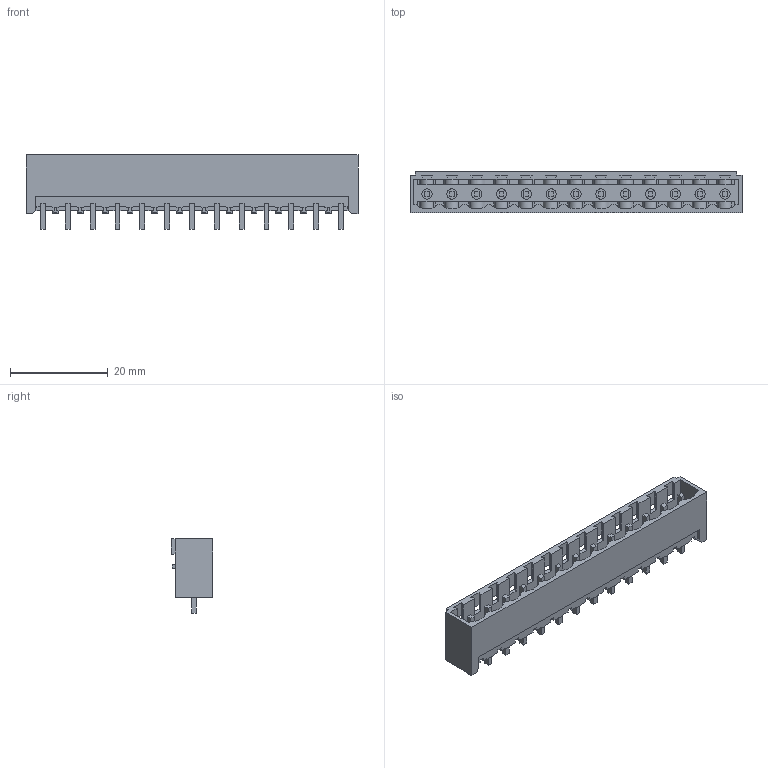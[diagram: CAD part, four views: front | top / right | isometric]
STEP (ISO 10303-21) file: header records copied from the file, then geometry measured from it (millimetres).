
FILE_DESCRIPTION(('CATIA V5 STEP Exchange','CAx-IF Rec.Pracs.--- Model Styling and Organization---1.5--- 2016-08-15','CAx-IF Rec.Pracs.---Supplemental Geometry---1.0---2011-11-01','CAx-IF Rec.Pracs.--- Composite Materials ---1.1---2010-07-15'),'2;1');
FILE_NAME ('D1457028_1', '2025-02-03T10:30:03+00:00', ('none'), ('Weidmueller'), 'CATIA Version 5-6 Release 2022 SP4 HF5', 'CATIA V5 STEP AP214 v3', 'none');
FILE_SCHEMA(('AUTOMOTIVE_DESIGN { 1 0 10303 214 1 1 1 1 }'));
Length unit declared in the file: millimetre
Products named in the file (1): 1838320000
Bounding box: 67.94 x 8.43 x 15.2 mm (x, y, z)
Volume: 2428.5 mm3; surface area: 5511 mm2
Topology: 1 solids, 1 shells, 787 faces, 2423 edges, 1640 vertices
Faces by surface type: plane 651, cylinder 123, extrusion 13
Entity records: 25987 total; most frequent: CARTESIAN_POINT 5684, ORIENTED_EDGE 4846, DIRECTION 2914, EDGE_CURVE 2423, VECTOR 1953, LINE 1940, VERTEX_POINT 1640, EDGE_LOOP 815
